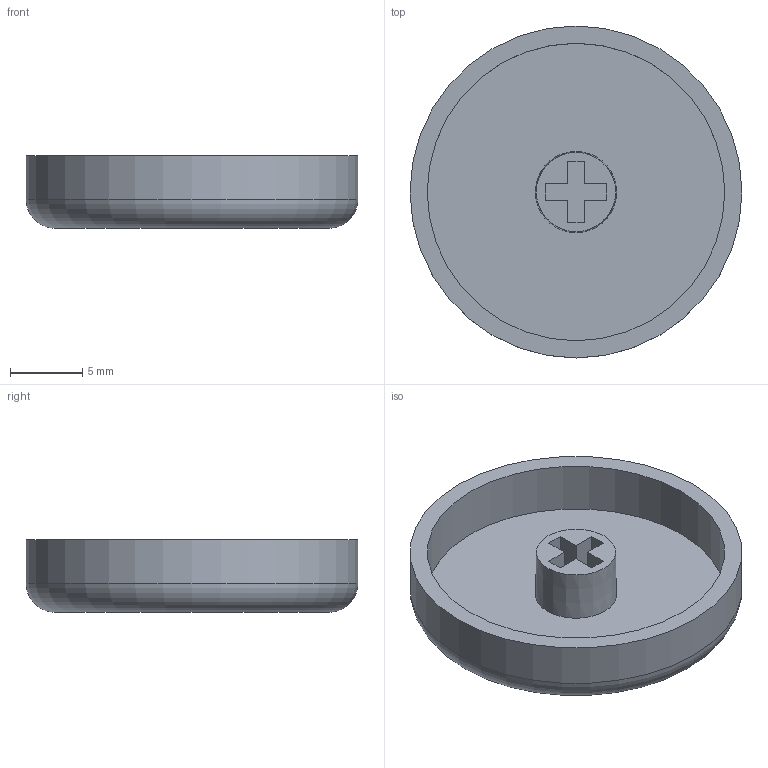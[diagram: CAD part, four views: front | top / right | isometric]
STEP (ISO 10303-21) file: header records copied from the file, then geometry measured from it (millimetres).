
FILE_DESCRIPTION(/* description */ (''),/* implementation_level */ '2;1');
FILE_NAME(/* name */ 'MX Choc V2 Button Small.step',/* time_stamp */ '2023-09-09T02:02:29-07:00',/* author */ (''),/* organization */ (''),/* preprocessor_version */ 'ST-DEVELOPER v20',/* originating_system */ 'Autodesk Translation Framework v12.9.0.99',/* authorisation */ '');
FILE_SCHEMA (('AUTOMOTIVE_DESIGN { 1 0 10303 214 3 1 1 }'));
Length unit declared in the file: millimetre
Products named in the file (1): MX Choc V2 Button Small
Bounding box: 22.92 x 22.92 x 5 mm (x, y, z)
Volume: 865 mm3; surface area: 1477.6 mm2
Topology: 1 solids, 1 shells, 21 faces, 47 edges, 31 vertices
Faces by surface type: plane 17, cylinder 2, torus 1, cone 1
Full cylindrical faces by diameter (mm): 20.54 x1, 22.915 x1
Entity records: 621 total; most frequent: CARTESIAN_POINT 100, DIRECTION 99, ORIENTED_EDGE 94, EDGE_CURVE 47, LINE 39, VECTOR 39, VERTEX_POINT 31, AXIS2_PLACEMENT_3D 30
